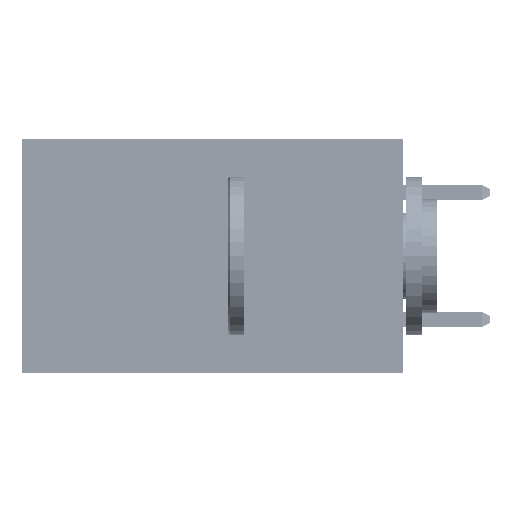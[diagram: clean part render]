
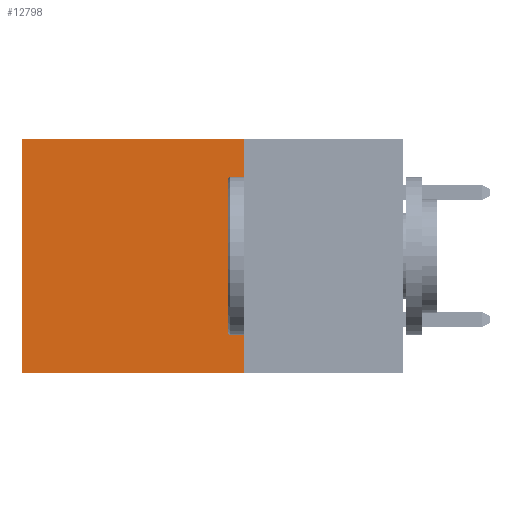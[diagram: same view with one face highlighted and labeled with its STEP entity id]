
A CAD part, left-side view. The second image highlights one B-rep face of the part: STEP entity #12798.
In plain terms, the highlighted planar face has unit normal (-1, 0, 0).
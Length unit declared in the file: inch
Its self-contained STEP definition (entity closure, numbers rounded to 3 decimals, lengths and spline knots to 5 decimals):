
#1497 = CARTESIAN_POINT ( 'NONE',  ( 0.2875, 0.25, 0. ) ) ;
#2703 = CARTESIAN_POINT ( 'NONE',  ( 0.2875, 0.25, 0. ) ) ;
#2844 = LINE ( 'NONE', #14829, #47332 ) ;
#11380 = CARTESIAN_POINT ( 'NONE',  ( 0.2875, 0.25, 0. ) ) ;
#11413 = ORIENTED_EDGE ( 'NONE', *, *, #26835, .F. ) ;
#12798 = ADVANCED_FACE ( 'NONE', ( #46006 ), #29626, .F. ) ;
#13736 = VERTEX_POINT ( 'NONE', #47964 ) ;
#13973 = ORIENTED_EDGE ( 'NONE', *, *, #19070, .F. ) ;
#14747 = CARTESIAN_POINT ( 'NONE',  ( 0.2875, 0.25, -0.37 ) ) ;
#14829 = CARTESIAN_POINT ( 'NONE',  ( 0.2875, 0.25, 0. ) ) ;
#15228 = DIRECTION ( 'NONE',  ( 0., 0., -1. ) ) ;
#16611 = LINE ( 'NONE', #34554, #40096 ) ;
#17219 = LINE ( 'NONE', #31720, #35735 ) ;
#18731 = CARTESIAN_POINT ( 'NONE',  ( 0.2875, 0.6, -0.37 ) ) ;
#19070 = EDGE_CURVE ( 'NONE', #27816, #43764, #17219, .T. ) ;
#19832 = DIRECTION ( 'NONE',  ( 0., 1., 0. ) ) ;
#22611 = DIRECTION ( 'NONE',  ( 0., 0., -1. ) ) ;
#23839 = VECTOR ( 'NONE', #19832, 39.37008 ) ;
#26274 = LINE ( 'NONE', #11380, #23839 ) ;
#26835 = EDGE_CURVE ( 'NONE', #39322, #27816, #2844, .T. ) ;
#27081 = EDGE_CURVE ( 'NONE', #39322, #13736, #26274, .T. ) ;
#27816 = VERTEX_POINT ( 'NONE', #14747 ) ;
#27939 = DIRECTION ( 'NONE',  ( 0., 1., 0. ) ) ;
#28431 = AXIS2_PLACEMENT_3D ( 'NONE', #1497, #33218, #33046 ) ;
#28961 = ORIENTED_EDGE ( 'NONE', *, *, #27081, .T. ) ;
#29626 = PLANE ( 'NONE',  #28431 ) ;
#31720 = CARTESIAN_POINT ( 'NONE',  ( 0.2875, 0.25, -0.37 ) ) ;
#33046 = DIRECTION ( 'NONE',  ( 0., 0., -1. ) ) ;
#33218 = DIRECTION ( 'NONE',  ( 1., 0., 0. ) ) ;
#34554 = CARTESIAN_POINT ( 'NONE',  ( 0.2875, 0.6, 0. ) ) ;
#34779 = EDGE_LOOP ( 'NONE', ( #35047, #13973, #11413, #28961 ) ) ;
#35047 = ORIENTED_EDGE ( 'NONE', *, *, #36392, .T. ) ;
#35735 = VECTOR ( 'NONE', #27939, 39.37008 ) ;
#36392 = EDGE_CURVE ( 'NONE', #13736, #43764, #16611, .T. ) ;
#39322 = VERTEX_POINT ( 'NONE', #2703 ) ;
#40096 = VECTOR ( 'NONE', #15228, 39.37008 ) ;
#43764 = VERTEX_POINT ( 'NONE', #18731 ) ;
#46006 = FACE_OUTER_BOUND ( 'NONE', #34779, .T. ) ;
#47332 = VECTOR ( 'NONE', #22611, 39.37008 ) ;
#47964 = CARTESIAN_POINT ( 'NONE',  ( 0.2875, 0.6, 0. ) ) ;
